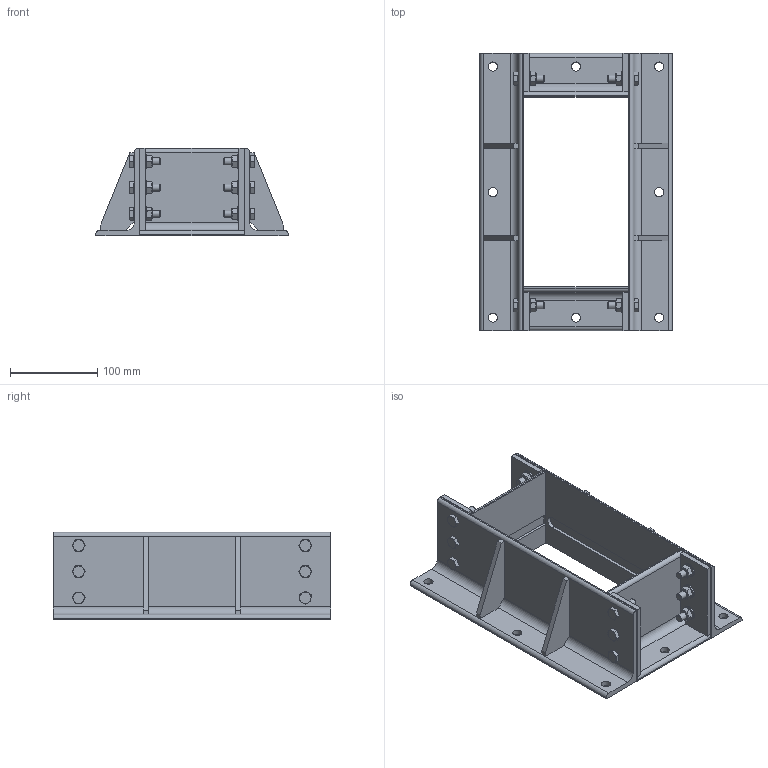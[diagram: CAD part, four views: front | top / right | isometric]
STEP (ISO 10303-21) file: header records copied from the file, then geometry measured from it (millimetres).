
FILE_DESCRIPTION((''),'2;1');
FILE_NAME('GKO 6x1.stp','2016-10-14T07:49:23',(''),(''),'Autodesk Inventor 2013','Autodesk Inventor 2013','');
FILE_SCHEMA(('AUTOMOTIVE_DESIGN { 1 0 10303 214 1 1 1 1 }'));
Length unit declared in the file: millimetre
Products named in the file (15): Assembly3_1; 100-032932; 100-032933; 100-032945; 100-032944; 100-032934; 100-023059; 100-002310; 100-001228; 100-032935; 100-032936; 100-032948; 100-032949; 100-032946; 100-032947
Assembly tree (23 placements, depth 4):
  Assembly3_1
    100-032932  x2
      100-032933
        100-032945
        100-032944  x2
      100-032934
        100-023059
        100-002310
        100-001228
    100-032935  x2
      100-032936
        100-032948
        100-032949  x2
      100-032946
      100-032947
Bounding box: 220.5 x 318 x 100 mm (x, y, z)
Volume: 909532.5 mm3; surface area: 396309.9 mm2
Topology: 52 solids, 52 shells, 622 faces, 1370 edges, 878 vertices
Faces by surface type: plane 370, cone 132, cylinder 120
Full cylindrical faces by diameter (mm): 6.647 x12, 8 x24, 8.4 x12, 8.5 x24, 10.5 x8, 11.63 x12, 16 x12
Entity records: 3649 total; most frequent: CARTESIAN_POINT 608, DIRECTION 589, ORIENTED_EDGE 472, EDGE_CURVE 236, AXIS2_PLACEMENT_3D 226, EDGE_LOOP 187, VERTEX_POINT 173, VECTOR 137
